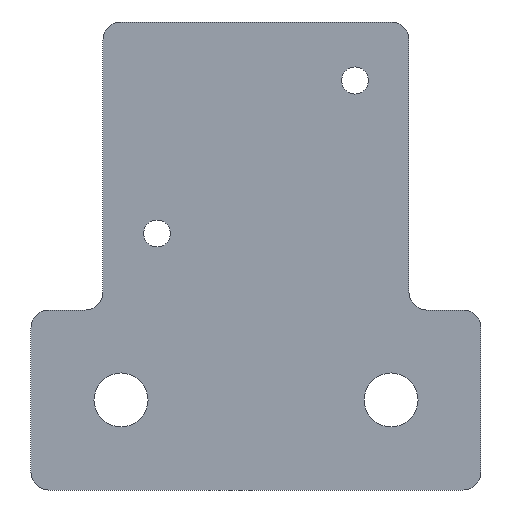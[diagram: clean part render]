
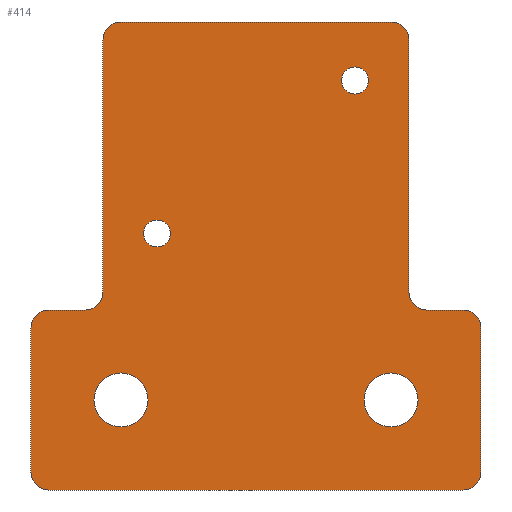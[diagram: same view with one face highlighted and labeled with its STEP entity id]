
A CAD part, front view. The second image highlights one B-rep face of the part: STEP entity #414.
In plain terms, the highlighted planar face has unit normal (0, -1, 0).
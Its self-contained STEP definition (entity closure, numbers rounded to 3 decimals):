
#15=FACE_BOUND('',#57,.T.);
#16=FACE_BOUND('',#58,.T.);
#17=FACE_BOUND('',#59,.T.);
#18=FACE_BOUND('',#60,.T.);
#23=PLANE('',#452);
#34=FACE_OUTER_BOUND('',#56,.T.);
#56=EDGE_LOOP('',(#285,#286,#287,#288,#289,#290,#291,#292,#293,#294,#295,
#296,#297,#298,#299,#300));
#57=EDGE_LOOP('',(#301));
#58=EDGE_LOOP('',(#302));
#59=EDGE_LOOP('',(#303));
#60=EDGE_LOOP('',(#304));
#87=LINE('',#637,#123);
#88=LINE('',#641,#124);
#89=LINE('',#645,#125);
#90=LINE('',#649,#126);
#91=LINE('',#653,#127);
#92=LINE('',#657,#128);
#93=LINE('',#661,#129);
#94=LINE('',#664,#130);
#123=VECTOR('',#507,10.);
#124=VECTOR('',#510,10.);
#125=VECTOR('',#513,10.);
#126=VECTOR('',#516,10.);
#127=VECTOR('',#519,10.);
#128=VECTOR('',#522,10.);
#129=VECTOR('',#525,10.);
#130=VECTOR('',#528,10.);
#158=CIRCLE('',#451,1.);
#159=CIRCLE('',#453,1.);
#160=CIRCLE('',#454,1.);
#161=CIRCLE('',#455,1.);
#162=CIRCLE('',#456,1.);
#163=CIRCLE('',#457,1.);
#164=CIRCLE('',#458,1.);
#165=CIRCLE('',#459,1.);
#166=CIRCLE('',#460,0.75);
#167=CIRCLE('',#461,0.75);
#168=CIRCLE('',#462,1.5);
#169=CIRCLE('',#463,1.5);
#183=VERTEX_POINT('',#630);
#184=VERTEX_POINT('',#632);
#185=VERTEX_POINT('',#636);
#186=VERTEX_POINT('',#638);
#187=VERTEX_POINT('',#640);
#188=VERTEX_POINT('',#642);
#189=VERTEX_POINT('',#644);
#190=VERTEX_POINT('',#646);
#191=VERTEX_POINT('',#648);
#192=VERTEX_POINT('',#650);
#193=VERTEX_POINT('',#652);
#194=VERTEX_POINT('',#654);
#195=VERTEX_POINT('',#656);
#196=VERTEX_POINT('',#658);
#197=VERTEX_POINT('',#660);
#198=VERTEX_POINT('',#662);
#199=VERTEX_POINT('',#665);
#200=VERTEX_POINT('',#667);
#201=VERTEX_POINT('',#669);
#202=VERTEX_POINT('',#671);
#223=EDGE_CURVE('',#183,#184,#158,.T.);
#225=EDGE_CURVE('',#183,#185,#87,.T.);
#226=EDGE_CURVE('',#186,#185,#159,.T.);
#227=EDGE_CURVE('',#187,#186,#88,.T.);
#228=EDGE_CURVE('',#188,#187,#160,.T.);
#229=EDGE_CURVE('',#189,#188,#89,.T.);
#230=EDGE_CURVE('',#190,#189,#161,.T.);
#231=EDGE_CURVE('',#191,#190,#90,.T.);
#232=EDGE_CURVE('',#192,#191,#162,.T.);
#233=EDGE_CURVE('',#192,#193,#91,.T.);
#234=EDGE_CURVE('',#194,#193,#163,.T.);
#235=EDGE_CURVE('',#194,#195,#92,.T.);
#236=EDGE_CURVE('',#196,#195,#164,.T.);
#237=EDGE_CURVE('',#196,#197,#93,.T.);
#238=EDGE_CURVE('',#198,#197,#165,.T.);
#239=EDGE_CURVE('',#198,#184,#94,.T.);
#240=EDGE_CURVE('',#199,#199,#166,.T.);
#241=EDGE_CURVE('',#200,#200,#167,.T.);
#242=EDGE_CURVE('',#201,#201,#168,.T.);
#243=EDGE_CURVE('',#202,#202,#169,.T.);
#285=ORIENTED_EDGE('',*,*,#223,.F.);
#286=ORIENTED_EDGE('',*,*,#225,.T.);
#287=ORIENTED_EDGE('',*,*,#226,.F.);
#288=ORIENTED_EDGE('',*,*,#227,.F.);
#289=ORIENTED_EDGE('',*,*,#228,.F.);
#290=ORIENTED_EDGE('',*,*,#229,.F.);
#291=ORIENTED_EDGE('',*,*,#230,.F.);
#292=ORIENTED_EDGE('',*,*,#231,.F.);
#293=ORIENTED_EDGE('',*,*,#232,.F.);
#294=ORIENTED_EDGE('',*,*,#233,.T.);
#295=ORIENTED_EDGE('',*,*,#234,.F.);
#296=ORIENTED_EDGE('',*,*,#235,.T.);
#297=ORIENTED_EDGE('',*,*,#236,.F.);
#298=ORIENTED_EDGE('',*,*,#237,.T.);
#299=ORIENTED_EDGE('',*,*,#238,.F.);
#300=ORIENTED_EDGE('',*,*,#239,.T.);
#301=ORIENTED_EDGE('',*,*,#240,.F.);
#302=ORIENTED_EDGE('',*,*,#241,.F.);
#303=ORIENTED_EDGE('',*,*,#242,.F.);
#304=ORIENTED_EDGE('',*,*,#243,.F.);
#414=ADVANCED_FACE('',(#34,#15,#16,#17,#18),#23,.F.);
#451=AXIS2_PLACEMENT_3D('',#633,#502,#503);
#452=AXIS2_PLACEMENT_3D('',#635,#505,#506);
#453=AXIS2_PLACEMENT_3D('',#639,#508,#509);
#454=AXIS2_PLACEMENT_3D('',#643,#511,#512);
#455=AXIS2_PLACEMENT_3D('',#647,#514,#515);
#456=AXIS2_PLACEMENT_3D('',#651,#517,#518);
#457=AXIS2_PLACEMENT_3D('',#655,#520,#521);
#458=AXIS2_PLACEMENT_3D('',#659,#523,#524);
#459=AXIS2_PLACEMENT_3D('',#663,#526,#527);
#460=AXIS2_PLACEMENT_3D('',#666,#529,#530);
#461=AXIS2_PLACEMENT_3D('',#668,#531,#532);
#462=AXIS2_PLACEMENT_3D('',#670,#533,#534);
#463=AXIS2_PLACEMENT_3D('',#672,#535,#536);
#502=DIRECTION('center_axis',(0.,1.,0.));
#503=DIRECTION('ref_axis',(0.707,0.,0.707));
#505=DIRECTION('center_axis',(0.,1.,0.));
#506=DIRECTION('ref_axis',(1.,0.,0.));
#507=DIRECTION('',(-1.,0.,0.));
#508=DIRECTION('center_axis',(0.,-1.,0.));
#509=DIRECTION('ref_axis',(-0.707,0.,-0.707));
#510=DIRECTION('',(0.,0.,-1.));
#511=DIRECTION('center_axis',(0.,1.,0.));
#512=DIRECTION('ref_axis',(0.707,0.,0.707));
#513=DIRECTION('',(1.,0.,0.));
#514=DIRECTION('center_axis',(0.,1.,0.));
#515=DIRECTION('ref_axis',(-0.707,0.,0.707));
#516=DIRECTION('',(0.,0.,1.));
#517=DIRECTION('center_axis',(0.,-1.,0.));
#518=DIRECTION('ref_axis',(0.707,0.,-0.707));
#519=DIRECTION('',(-1.,0.,0.));
#520=DIRECTION('center_axis',(0.,1.,0.));
#521=DIRECTION('ref_axis',(-0.707,0.,0.707));
#522=DIRECTION('',(0.,0.,-1.));
#523=DIRECTION('center_axis',(0.,1.,0.));
#524=DIRECTION('ref_axis',(-0.707,0.,-0.707));
#525=DIRECTION('',(1.,0.,0.));
#526=DIRECTION('center_axis',(0.,1.,0.));
#527=DIRECTION('ref_axis',(0.707,0.,-0.707));
#528=DIRECTION('',(0.,0.,1.));
#529=DIRECTION('center_axis',(0.,-1.,0.));
#530=DIRECTION('ref_axis',(1.,0.,0.));
#531=DIRECTION('center_axis',(0.,-1.,0.));
#532=DIRECTION('ref_axis',(1.,0.,0.));
#533=DIRECTION('center_axis',(0.,-1.,0.));
#534=DIRECTION('ref_axis',(1.,0.,0.));
#535=DIRECTION('center_axis',(0.,-1.,0.));
#536=DIRECTION('ref_axis',(1.,0.,0.));
#630=CARTESIAN_POINT('',(20.,0.,-16.));
#632=CARTESIAN_POINT('',(21.,0.,-17.));
#633=CARTESIAN_POINT('Origin',(20.,0.,-17.));
#635=CARTESIAN_POINT('Origin',(8.5,0.,-13.));
#636=CARTESIAN_POINT('',(18.,0.,-16.));
#637=CARTESIAN_POINT('',(21.,0.,-16.));
#638=CARTESIAN_POINT('',(17.,0.,-15.));
#639=CARTESIAN_POINT('Origin',(18.,0.,-15.));
#640=CARTESIAN_POINT('',(17.,0.,-1.));
#641=CARTESIAN_POINT('',(17.,0.,0.));
#642=CARTESIAN_POINT('',(16.,0.,0.));
#643=CARTESIAN_POINT('Origin',(16.,0.,-1.));
#644=CARTESIAN_POINT('',(1.,0.,0.));
#645=CARTESIAN_POINT('',(0.,0.,0.));
#646=CARTESIAN_POINT('',(0.,0.,-1.));
#647=CARTESIAN_POINT('Origin',(1.,0.,-1.));
#648=CARTESIAN_POINT('',(0.,0.,-15.));
#649=CARTESIAN_POINT('',(0.,0.,-16.));
#650=CARTESIAN_POINT('',(-1.,0.,-16.));
#651=CARTESIAN_POINT('Origin',(-1.,0.,-15.));
#652=CARTESIAN_POINT('',(-3.,0.,-16.));
#653=CARTESIAN_POINT('',(21.,0.,-16.));
#654=CARTESIAN_POINT('',(-4.,0.,-17.));
#655=CARTESIAN_POINT('Origin',(-3.,0.,-17.));
#656=CARTESIAN_POINT('',(-4.,0.,-25.));
#657=CARTESIAN_POINT('',(-4.,0.,-16.));
#658=CARTESIAN_POINT('',(-3.,0.,-26.));
#659=CARTESIAN_POINT('Origin',(-3.,0.,-25.));
#660=CARTESIAN_POINT('',(20.,0.,-26.));
#661=CARTESIAN_POINT('',(-4.,0.,-26.));
#662=CARTESIAN_POINT('',(21.,0.,-25.));
#663=CARTESIAN_POINT('Origin',(20.,0.,-25.));
#664=CARTESIAN_POINT('',(21.,0.,-26.));
#665=CARTESIAN_POINT('',(13.25,0.,-3.25));
#666=CARTESIAN_POINT('Origin',(14.,0.,-3.25));
#667=CARTESIAN_POINT('',(2.25,0.,-11.75));
#668=CARTESIAN_POINT('Origin',(3.,0.,-11.75));
#669=CARTESIAN_POINT('',(-0.5,0.,-21.));
#670=CARTESIAN_POINT('Origin',(1.,0.,-21.));
#671=CARTESIAN_POINT('',(14.5,0.,-21.));
#672=CARTESIAN_POINT('Origin',(16.,0.,-21.));
